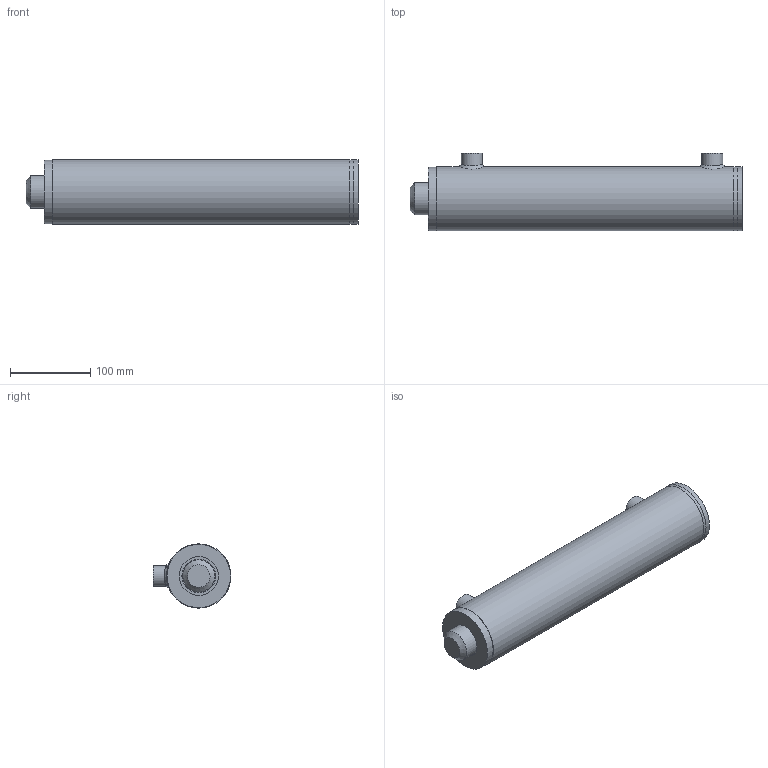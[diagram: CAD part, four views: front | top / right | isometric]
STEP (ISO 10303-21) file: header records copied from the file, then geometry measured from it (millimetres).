
FILE_DESCRIPTION(/* description */ (''),/* implementation_level */ '2;1');
FILE_NAME(/* name */ 'CY0700400250A00A00-1.stp',/* time_stamp */ '2023-06-01T08:44:14+02:00',/* author */ ('msn'),/* organization */ (''),/* preprocessor_version */ 'ST-DEVELOPER v19.2',/* originating_system */ 'Autodesk Inventor 2024',/* authorisation */ '');
FILE_SCHEMA (('AUTOMOTIVE_DESIGN { 1 0 10303 214 3 1 1 }'));
Length unit declared in the file: millimetre
Products named in the file (9): CY0700400250A00A00-1; CY0700400250A00A00-1_1; Rør; STOK; NBT008007040; Wuerth_036827_DIN 985, stål I6I/I8I, forzinket; NBBORSG3-8; NBP000070027; NBF000070080
Assembly tree (9 placements, depth 2):
  CY0700400250A00A00-1
    CY0700400250A00A00-1_1
    Rør
    STOK
    NBT008007040
    Wuerth_036827_DIN 985, stål I6I/I8I, forzinket
    NBBORSG3-8  x2
    NBP000070027
    NBF000070080
Bounding box: 413 x 96.89 x 80 mm (x, y, z)
Volume: 1222133.9 mm3; surface area: 310328.7 mm2
Topology: 11 solids, 11 shells, 129 faces, 262 edges, 171 vertices
Faces by surface type: cylinder 49, plane 44, cone 34, bspline 2
Full cylindrical faces by diameter (mm): 6 x2, 14.95 x2, 24.3 x1, 26 x4, 27 x5, 32.08 x1, 40 x4, 42 x1, 44 x1, 48.6 x1, 50 x1, 55 x1, 64 x1, 65 x2, 70 x7, 72 x1, 74 x2, 79 x1, 80 x3
Entity records: 4511 total; most frequent: CARTESIAN_POINT 1483, DIRECTION 611, ORIENTED_EDGE 502, AXIS2_PLACEMENT_3D 268, EDGE_CURVE 251, VERTEX_POINT 164, EDGE_LOOP 159, CIRCLE 128
